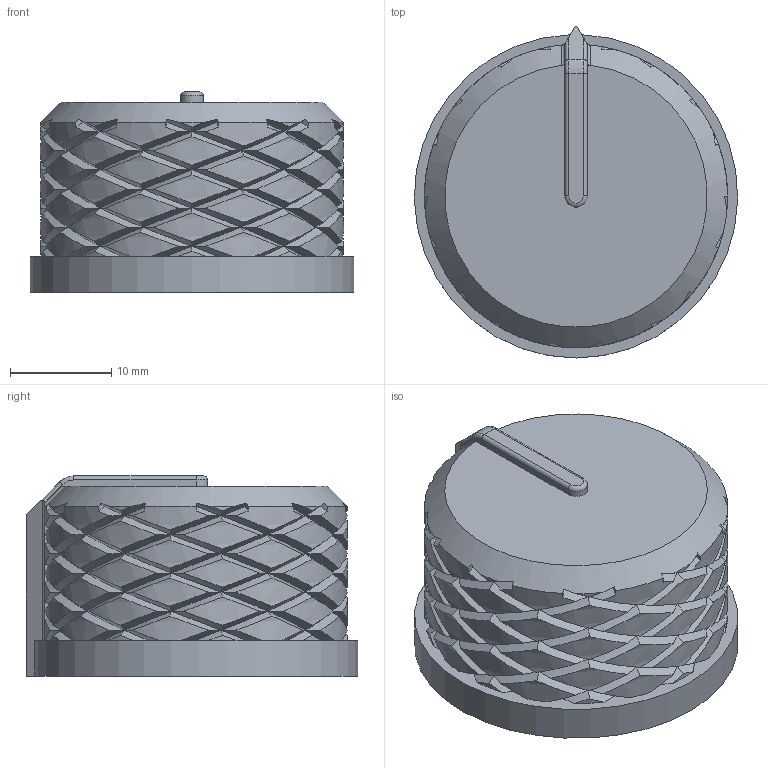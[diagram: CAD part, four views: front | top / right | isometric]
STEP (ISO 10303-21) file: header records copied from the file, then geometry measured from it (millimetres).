
FILE_DESCRIPTION(/* description */ (''),/* implementation_level */ '2;1');
FILE_NAME(/* name */ 'OSSM Remote Knob v4.step',/* time_stamp */ '2022-11-09T12:10:38-08:00',/* author */ (''),/* organization */ (''),/* preprocessor_version */ 'ST-DEVELOPER v19.2',/* originating_system */ 'Autodesk Translation Framework v11.17.0.187',/* authorisation */ '');
FILE_SCHEMA (('AUTOMOTIVE_DESIGN { 1 0 10303 214 3 1 1 }'));
Length unit declared in the file: millimetre
Products named in the file (1): OSSM Remote Knob
Bounding box: 32 x 32.82 x 19.8 mm (x, y, z)
Volume: 10049.9 mm3; surface area: 4480.1 mm2
Topology: 1 solids, 1 shells, 456 faces, 1048 edges, 596 vertices
Faces by surface type: bspline 294, cylinder 105, plane 48, cone 7, torus 2
Full cylindrical faces by diameter (mm): 6.2 x1, 27 x1
Entity records: 17663 total; most frequent: CARTESIAN_POINT 9987, ORIENTED_EDGE 2096, EDGE_CURVE 1048, B_SPLINE_CURVE_WITH_KNOTS 812, DIRECTION 631, VERTEX_POINT 596, EDGE_LOOP 458, FACE_OUTER_BOUND 456
